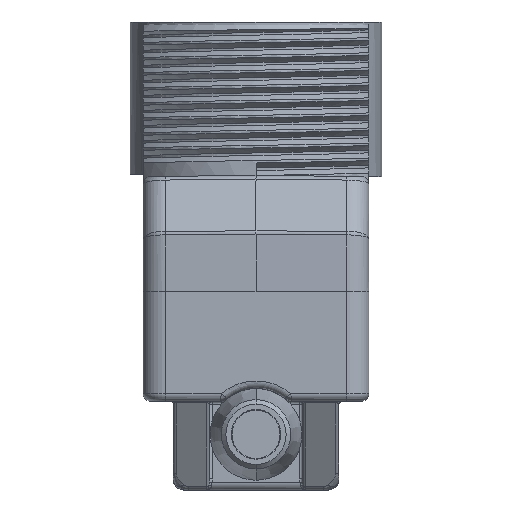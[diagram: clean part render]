
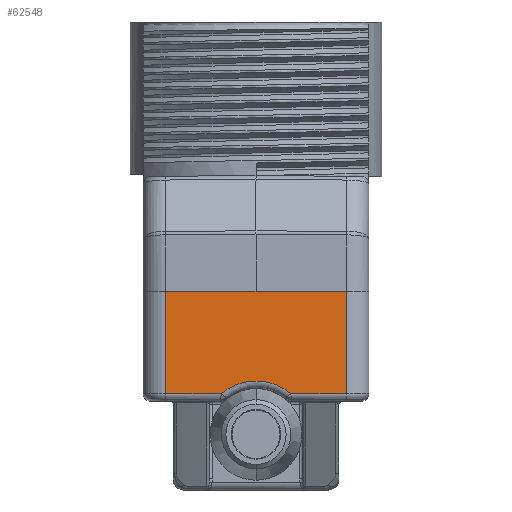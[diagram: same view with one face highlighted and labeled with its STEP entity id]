
A CAD part, front view. The second image highlights one B-rep face of the part: STEP entity #62548.
In plain terms, the highlighted planar face has unit normal (0, -1, 0).
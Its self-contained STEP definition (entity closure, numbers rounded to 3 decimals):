
#58975=DIRECTION('',(1.,0.,0.));
#58976=VECTOR('',#58975,12.);
#58977=CARTESIAN_POINT('',(-6.,0.,0.));
#58978=LINE('',#58977,#58976);
#58979=DIRECTION('',(-1.,0.,0.));
#58980=VECTOR('',#58979,3.695);
#58981=CARTESIAN_POINT('',(6.,0.,-6.8));
#58982=LINE('',#58981,#58980);
#58992=CARTESIAN_POINT('',(2.305,0.,
-6.8));
#59040=DIRECTION('',(0.,0.,1.));
#59041=VECTOR('',#59040,6.8);
#59042=CARTESIAN_POINT('',(6.,0.,-6.8));
#59043=LINE('',#59042,#59041);
#60392=CARTESIAN_POINT('',(-2.305,0.,
-6.8));
#60414=CARTESIAN_POINT('',(0.,0.,-9.5));
#60415=DIRECTION('',(0.,1.,0.));
#60416=DIRECTION('',(-0.649,0.,0.761));
#60417=AXIS2_PLACEMENT_3D('',#60414,#60415,#60416);
#60423=DIRECTION('',(-1.,0.,0.));
#60424=VECTOR('',#60423,3.695);
#60425=CARTESIAN_POINT('',(-2.305,0.,
-6.8));
#60426=LINE('',#60425,#60424);
#60464=DIRECTION('',(0.,0.,-1.));
#60465=VECTOR('',#60464,6.8);
#60466=CARTESIAN_POINT('',(-6.,0.,0.));
#60467=LINE('',#60466,#60465);
#61881=CARTESIAN_POINT('',(-6.,0.,0.));
#61882=VERTEX_POINT('',#61881);
#61883=CARTESIAN_POINT('',(6.,0.,0.));
#61884=VERTEX_POINT('',#61883);
#62376=CARTESIAN_POINT('',(6.,0.,-6.8));
#62377=VERTEX_POINT('',#62376);
#62394=CARTESIAN_POINT('',(-6.,0.,-6.8));
#62395=VERTEX_POINT('',#62394);
#62403=VERTEX_POINT('',#58992);
#62405=VERTEX_POINT('',#60392);
#62529=CARTESIAN_POINT('',(0.,0.,0.));
#62530=DIRECTION('',(0.,1.,0.));
#62531=DIRECTION('',(1.,0.,0.));
#62532=AXIS2_PLACEMENT_3D('',#62529,#62530,#62531);
#62533=PLANE('',#62532);
#62535=ORIENTED_EDGE('',*,*,#62534,.T.);
#62537=ORIENTED_EDGE('',*,*,#62536,.F.);
#62539=ORIENTED_EDGE('',*,*,#62538,.T.);
#62541=ORIENTED_EDGE('',*,*,#62540,.F.);
#62543=ORIENTED_EDGE('',*,*,#62542,.T.);
#62545=ORIENTED_EDGE('',*,*,#62544,.F.);
#62546=EDGE_LOOP('',(#62535,#62537,#62539,#62541,#62543,#62545));
#62547=FACE_OUTER_BOUND('',#62546,.F.);
#62548=ADVANCED_FACE('',(#62547),#62533,.F.);
#60418=CIRCLE('',#60417,3.55);
#62534=EDGE_CURVE('',#62377,#62403,#58982,.T.);
#62536=EDGE_CURVE('',#62405,#62403,#60418,.T.);
#62538=EDGE_CURVE('',#62405,#62395,#60426,.T.);
#62540=EDGE_CURVE('',#61882,#62395,#60467,.T.);
#62542=EDGE_CURVE('',#61882,#61884,#58978,.T.);
#62544=EDGE_CURVE('',#62377,#61884,#59043,.T.);
